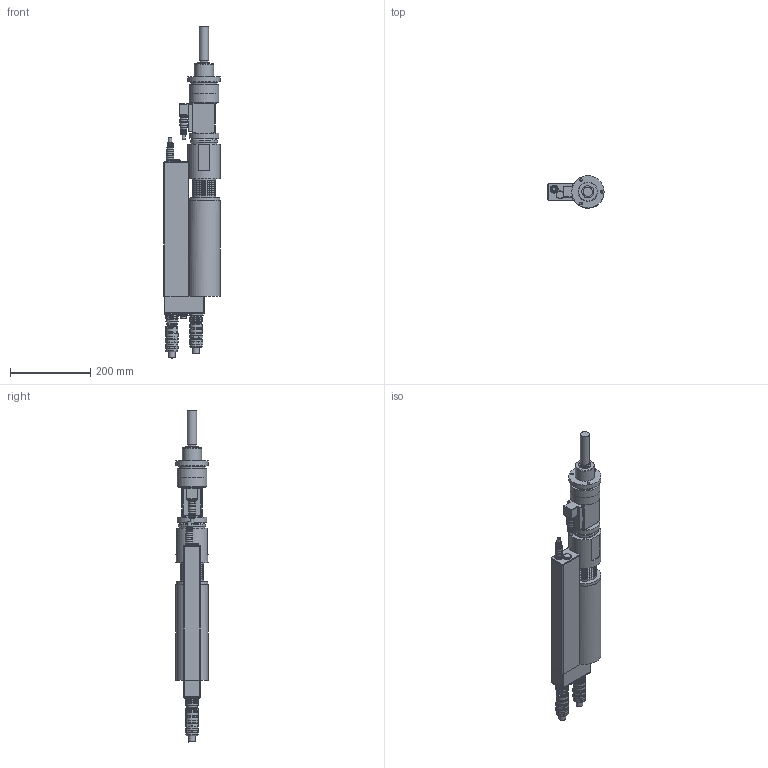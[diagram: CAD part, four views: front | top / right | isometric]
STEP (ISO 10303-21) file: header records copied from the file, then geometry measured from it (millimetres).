
FILE_DESCRIPTION((''),'2;1');
FILE_NAME('947577A6.stp','2011-03-25T14:06:32',('e4c32'),(''),'Autodesk Inventor 11','Autodesk Inventor 11','');
FILE_SCHEMA(('AUTOMOTIVE_DESIGN { 1 0 10303 214 1 1 1 1 }'));
Length unit declared in the file: millimetre
Products named in the file (7): 947577A6_IAM_001; 3ZB_IPT_001.ipt_Gerader Abtrieb; 3KXB_IPT_001; 3BTS-3BXA_IPT_001.ipt_Motor und Getriebe; 961089-002_IPT_002.ipt_Stecker gerade; 961104-005_IPT_002.ipt_Stecker gerade; 961104-005_IPT_001.ipt_Stecker gerade
Assembly tree (7 placements, depth 2):
  947577A6_IAM_001
    3ZB_IPT_001.ipt_Gerader Abtrieb
    3KXB_IPT_001
    3BTS-3BXA_IPT_001.ipt_Motor und Getriebe
    961089-002_IPT_002.ipt_Stecker gerade  x2
    961104-005_IPT_002.ipt_Stecker gerade
    961104-005_IPT_001.ipt_Stecker gerade
Bounding box: 139.38 x 80 x 826.2 mm (x, y, z)
Volume: 3680778.4 mm3; surface area: 332113.6 mm2
Topology: 7 solids, 7 shells, 826 faces, 1946 edges, 1230 vertices
Faces by surface type: plane 553, cylinder 219, cone 39, torus 12, bspline 3
Full cylindrical faces by diameter (mm): 5.5 x4, 8 x2, 12 x1, 13 x1, 13.4 x2, 13.5 x1, 14 x10, 14.2 x2, 15.5 x1, 16 x7, 16.5 x2, 17.5 x1, 17.587 x4, 18 x5, 18.7 x4, 20 x5, 21.5 x1, 22.5 x2, 22.8 x1, 24 x1, 25 x1, 25.5 x1, 26.4 x1, 27.047 x1, 28 x2, 28.5 x1, 29 x1, 29.4 x3, 29.5 x2, 29.8 x4
Entity records: 21683 total; most frequent: CARTESIAN_POINT 4247, DIRECTION 3541, ORIENTED_EDGE 3436, EDGE_CURVE 1718, AXIS2_PLACEMENT_3D 1271, VERTEX_POINT 1176, EDGE_LOOP 1032, VECTOR 999
